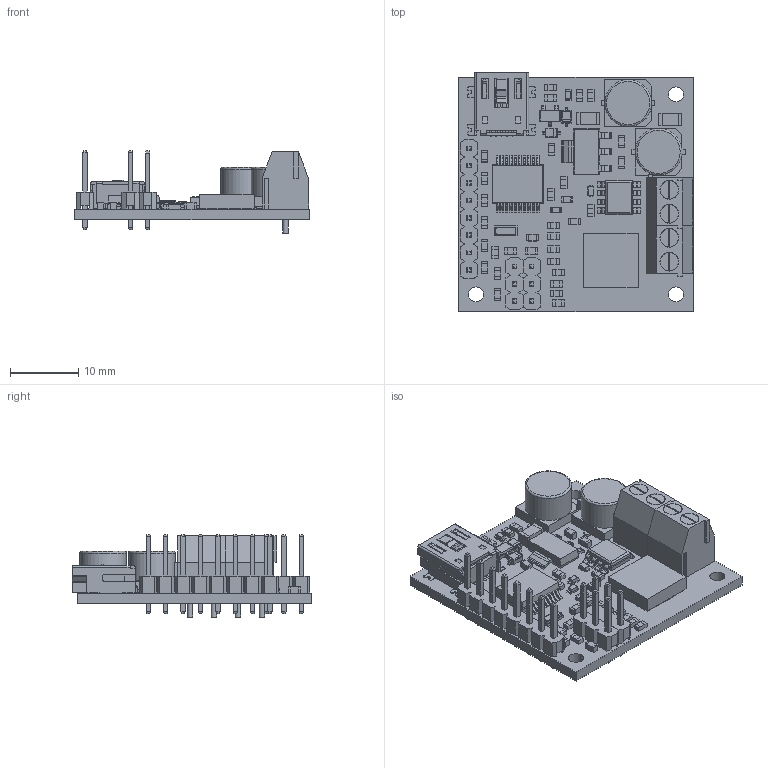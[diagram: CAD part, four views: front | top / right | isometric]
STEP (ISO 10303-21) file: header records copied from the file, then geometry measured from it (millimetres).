
FILE_DESCRIPTION (( 'STEP AP214' ), '1' );
FILE_NAME ('pololu-jrk-21v3-usb-motor-controller-with-feedback.step', '2017-09-16T00:17:15', ( '' ), ( '' ), 'SwSTEP 2.0', 'SolidWorks 2016', '' );
FILE_SCHEMA (( 'AUTOMOTIVE_DESIGN' ));
Length unit declared in the file: millimetre
Products named in the file (1): pololu-jrk-21v3-usb-motor-controller-with-feedback
Bounding box: 34.29 x 35 x 12 mm (x, y, z)
Volume: 3611.2 mm3; surface area: 6351 mm2
Topology: 5 solids, 5 shells, 2641 faces, 7143 edges, 4568 vertices
Faces by surface type: plane 2189, cylinder 293, bspline 153, torus 6
Full cylindrical faces by diameter (mm): 0.8 x4, 1.016 x16, 1.524 x4, 2 x8, 2.184 x3, 2.65 x4, 2.75 x4, 6.8 x2
Entity records: 115423 total; most frequent: CARTESIAN_POINT 20795, ORIENTED_EDGE 14144, DIRECTION 12278, EDGE_CURVE 7072, LINE 6152, VECTOR 6152, VERTEX_POINT 4548, AXIS2_PLACEMENT_3D 3063
